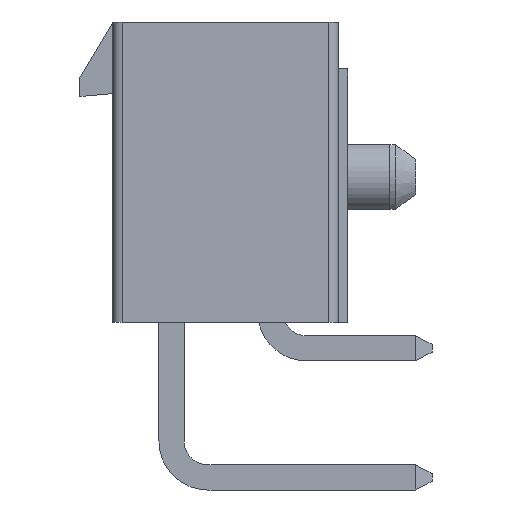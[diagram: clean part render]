
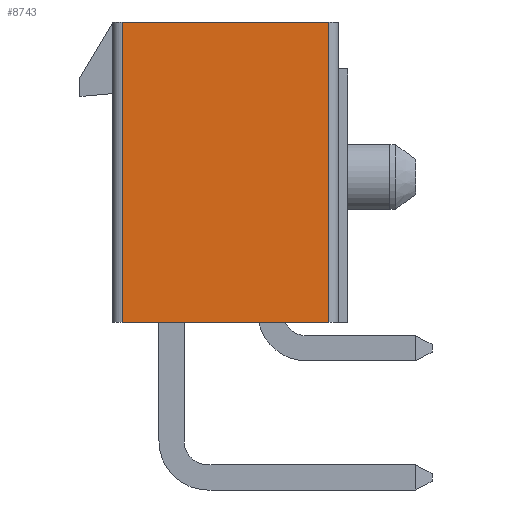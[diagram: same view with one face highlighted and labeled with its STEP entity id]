
A CAD part, left-side view. The second image highlights one B-rep face of the part: STEP entity #8743.
In plain terms, the highlighted planar face has unit normal (-1, 0, 0).
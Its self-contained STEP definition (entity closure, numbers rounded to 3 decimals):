
#26=DIRECTION('',(0.,1.,0.));
#27=VECTOR('',#26,8.8);
#28=CARTESIAN_POINT('',(-23.7,0.8,0.));
#29=LINE('',#28,#27);
#511=DIRECTION('',(0.,0.,1.));
#512=VECTOR('',#511,12.8);
#513=CARTESIAN_POINT('',(-23.7,9.6,-12.8));
#514=LINE('',#513,#512);
#520=DIRECTION('',(0.,0.,1.));
#521=VECTOR('',#520,12.8);
#522=CARTESIAN_POINT('',(-23.7,0.8,-12.8));
#523=LINE('',#522,#521);
#768=DIRECTION('',(0.,1.,0.));
#769=VECTOR('',#768,8.8);
#770=CARTESIAN_POINT('',(-23.7,0.8,-12.8));
#771=LINE('',#770,#769);
#6553=CARTESIAN_POINT('',(-23.7,9.6,0.));
#6554=VERTEX_POINT('',#6553);
#6555=CARTESIAN_POINT('',(-23.7,9.6,-12.8));
#6556=VERTEX_POINT('',#6555);
#6557=CARTESIAN_POINT('',(-23.7,0.8,-12.8));
#6558=CARTESIAN_POINT('',(-23.7,0.8,0.));
#6559=VERTEX_POINT('',#6557);
#6560=VERTEX_POINT('',#6558);
#8730=CARTESIAN_POINT('',(-23.7,0.4,0.));
#8731=DIRECTION('',(-1.,0.,0.));
#8732=DIRECTION('',(0.,1.,0.));
#8733=AXIS2_PLACEMENT_3D('',#8730,#8731,#8732);
#8734=PLANE('',#8733);
#8735=ORIENTED_EDGE('',*,*,#8723,.T.);
#8736=ORIENTED_EDGE('',*,*,#8392,.F.);
#8738=ORIENTED_EDGE('',*,*,#8737,.F.);
#8740=ORIENTED_EDGE('',*,*,#8739,.T.);
#8741=EDGE_LOOP('',(#8735,#8736,#8738,#8740));
#8742=FACE_OUTER_BOUND('',#8741,.F.);
#8743=ADVANCED_FACE('',(#8742),#8734,.T.);
#8392=EDGE_CURVE('',#6560,#6554,#29,.T.);
#8723=EDGE_CURVE('',#6556,#6554,#514,.T.);
#8737=EDGE_CURVE('',#6559,#6560,#523,.T.);
#8739=EDGE_CURVE('',#6559,#6556,#771,.T.);
